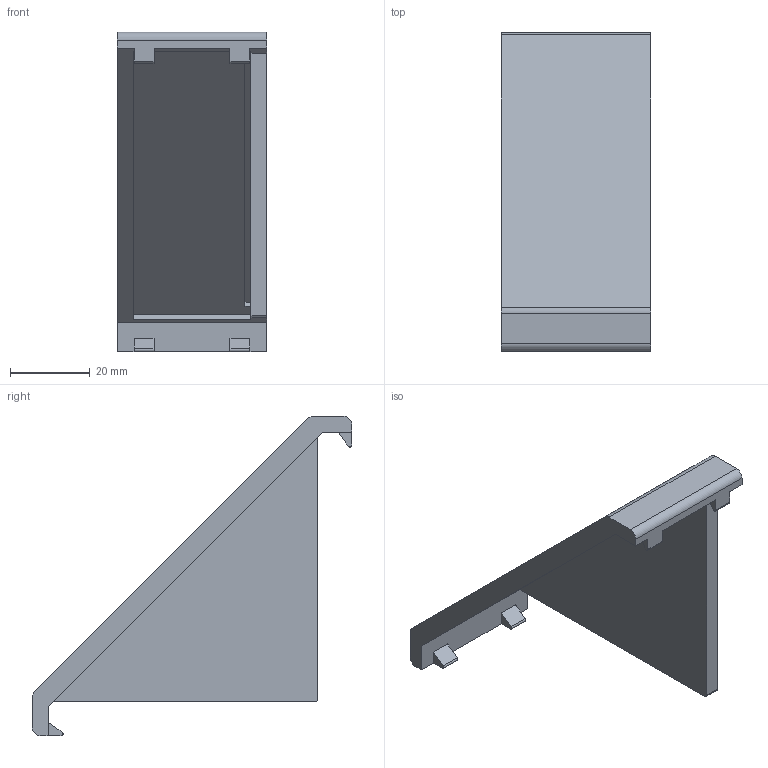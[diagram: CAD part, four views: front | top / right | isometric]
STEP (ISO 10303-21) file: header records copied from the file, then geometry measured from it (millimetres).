
FILE_DESCRIPTION(/* description */ (''),/* implementation_level */ '2;1');
FILE_NAME(/* name */ '1025382.stp',/* time_stamp */ '2024-07-25T08:34:21+02:00',/* author */ ('Bo'),/* organization */ (''),/* preprocessor_version */ 'ST-DEVELOPER v20',/* originating_system */ 'Autodesk Inventor 2025',/* authorisation */ ' ');
FILE_SCHEMA (('AUTOMOTIVE_DESIGN { 1 0 10303 214 3 1 1 }'));
Length unit declared in the file: millimetre
Products named in the file (2): 1025382; 1025382-1
Assembly tree (1 placements, depth 2):
  1025382
    1025382-1
Bounding box: 37.5 x 79.89 x 79.89 mm (x, y, z)
Volume: 23977.1 mm3; surface area: 15456.7 mm2
Topology: 1 solids, 1 shells, 42 faces, 120 edges, 80 vertices
Faces by surface type: plane 33, cylinder 9
Entity records: 1440 total; most frequent: CARTESIAN_POINT 245, ORIENTED_EDGE 240, DIRECTION 228, EDGE_CURVE 120, LINE 102, VECTOR 102, VERTEX_POINT 80, AXIS2_PLACEMENT_3D 63
